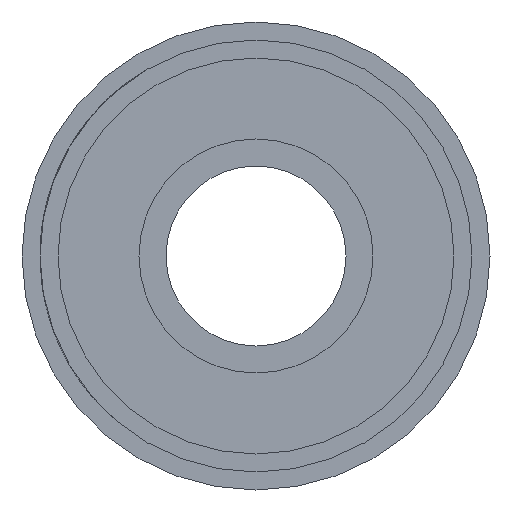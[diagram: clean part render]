
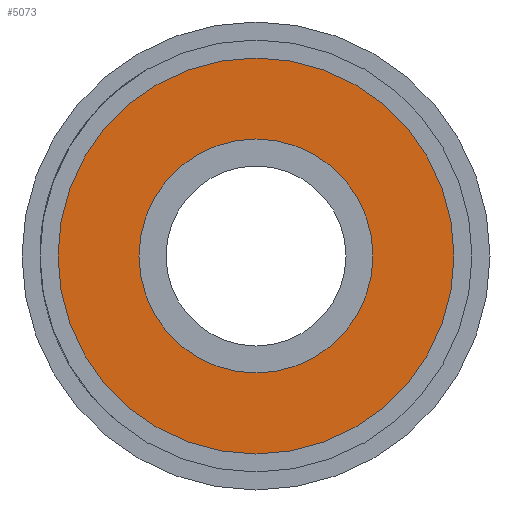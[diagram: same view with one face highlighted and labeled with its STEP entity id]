
A CAD part, left-side view. The second image highlights one B-rep face of the part: STEP entity #5073.
In plain terms, the highlighted planar face has unit normal (-1, 0, 0).
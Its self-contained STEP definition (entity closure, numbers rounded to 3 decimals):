
#185 = EDGE_CURVE ( 'NONE', #2375, #5564, #3452, .T. ) ;
#327 = CARTESIAN_POINT ( 'NONE',  ( 0., 0., 11. ) ) ;
#432 = DIRECTION ( 'NONE',  ( 0., 0., -1. ) ) ;
#558 = CARTESIAN_POINT ( 'NONE',  ( 0., 0., 0. ) ) ;
#854 = AXIS2_PLACEMENT_3D ( 'NONE', #5108, #1813, #4462 ) ;
#897 = CARTESIAN_POINT ( 'NONE',  ( 0., 0., -6.5 ) ) ;
#1194 = CARTESIAN_POINT ( 'NONE',  ( 0., 0., 0. ) ) ;
#1564 = AXIS2_PLACEMENT_3D ( 'NONE', #4004, #6703, #3519 ) ;
#1651 = CARTESIAN_POINT ( 'NONE',  ( 0., 0., 0. ) ) ;
#1755 = DIRECTION ( 'NONE',  ( 0., 0., 1. ) ) ;
#1813 = DIRECTION ( 'NONE',  ( -1., 0., 0. ) ) ;
#1851 = EDGE_LOOP ( 'NONE', ( #4231, #5150 ) ) ;
#2237 = AXIS2_PLACEMENT_3D ( 'NONE', #558, #8330, #432 ) ;
#2375 = VERTEX_POINT ( 'NONE', #4633 ) ;
#2786 = CIRCLE ( 'NONE', #854, 6.5 ) ;
#3069 = PLANE ( 'NONE',  #2237 ) ;
#3411 = VERTEX_POINT ( 'NONE', #8528 ) ;
#3452 = CIRCLE ( 'NONE', #3458, 11. ) ;
#3458 = AXIS2_PLACEMENT_3D ( 'NONE', #1651, #8249, #5592 ) ;
#3519 = DIRECTION ( 'NONE',  ( 0., 0., 1. ) ) ;
#3804 = ORIENTED_EDGE ( 'NONE', *, *, #8047, .T. ) ;
#4004 = CARTESIAN_POINT ( 'NONE',  ( 0., 0., 0. ) ) ;
#4231 = ORIENTED_EDGE ( 'NONE', *, *, #6818, .F. ) ;
#4259 = EDGE_CURVE ( 'NONE', #5124, #3411, #2786, .T. ) ;
#4462 = DIRECTION ( 'NONE',  ( 0., 0., 1. ) ) ;
#4463 = FACE_BOUND ( 'NONE', #1851, .T. ) ;
#4618 = CIRCLE ( 'NONE', #5986, 6.5 ) ;
#4633 = CARTESIAN_POINT ( 'NONE',  ( 0., 0., -11. ) ) ;
#5073 = ADVANCED_FACE ( 'NONE', ( #4463, #6496 ), #3069, .F. ) ;
#5108 = CARTESIAN_POINT ( 'NONE',  ( 0., 0., 0. ) ) ;
#5124 = VERTEX_POINT ( 'NONE', #897 ) ;
#5150 = ORIENTED_EDGE ( 'NONE', *, *, #4259, .F. ) ;
#5564 = VERTEX_POINT ( 'NONE', #327 ) ;
#5592 = DIRECTION ( 'NONE',  ( 0., 0., 1. ) ) ;
#5834 = CIRCLE ( 'NONE', #1564, 11. ) ;
#5838 = ORIENTED_EDGE ( 'NONE', *, *, #185, .T. ) ;
#5986 = AXIS2_PLACEMENT_3D ( 'NONE', #1194, #7008, #1755 ) ;
#6496 = FACE_OUTER_BOUND ( 'NONE', #8502, .T. ) ;
#6703 = DIRECTION ( 'NONE',  ( -1., 0., 0. ) ) ;
#6818 = EDGE_CURVE ( 'NONE', #3411, #5124, #4618, .T. ) ;
#7008 = DIRECTION ( 'NONE',  ( -1., 0., 0. ) ) ;
#8047 = EDGE_CURVE ( 'NONE', #5564, #2375, #5834, .T. ) ;
#8249 = DIRECTION ( 'NONE',  ( -1., 0., 0. ) ) ;
#8330 = DIRECTION ( 'NONE',  ( 1., 0., 0. ) ) ;
#8502 = EDGE_LOOP ( 'NONE', ( #3804, #5838 ) ) ;
#8528 = CARTESIAN_POINT ( 'NONE',  ( 0., 0., 6.5 ) ) ;
